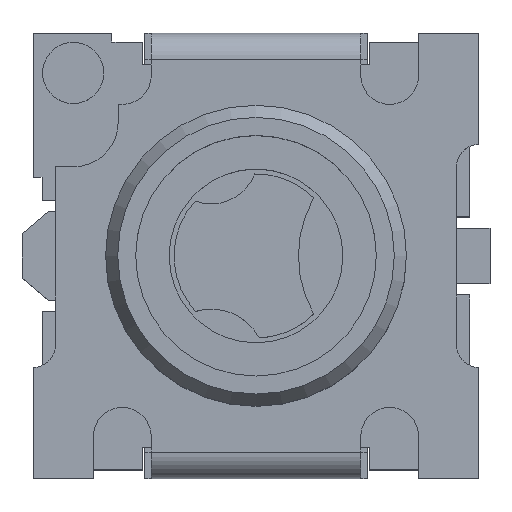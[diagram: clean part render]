
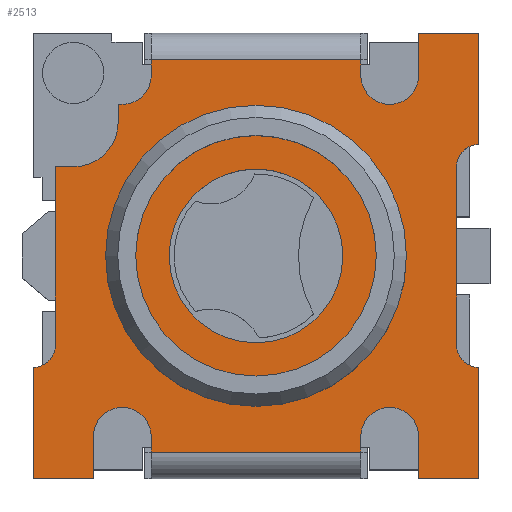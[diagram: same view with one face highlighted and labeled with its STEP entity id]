
A CAD part, top view. The second image highlights one B-rep face of the part: STEP entity #2513.
In plain terms, the highlighted face is planar.
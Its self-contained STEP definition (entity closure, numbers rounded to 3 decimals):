
#265=LINE('',#3906,#556);
#275=LINE('',#3929,#566);
#280=LINE('',#3939,#571);
#281=LINE('',#3943,#572);
#286=LINE('',#3957,#577);
#289=LINE('',#3963,#580);
#293=LINE('',#3975,#584);
#296=LINE('',#3981,#587);
#299=LINE('',#3987,#590);
#305=LINE('',#4002,#596);
#307=LINE('',#4011,#598);
#310=LINE('',#4017,#601);
#313=LINE('',#4023,#604);
#317=LINE('',#4035,#608);
#321=LINE('',#4047,#612);
#324=LINE('',#4053,#615);
#327=LINE('',#4059,#618);
#331=LINE('',#4065,#622);
#333=LINE('',#4070,#624);
#556=VECTOR('',#3170,0.94);
#566=VECTOR('',#3194,0.94);
#571=VECTOR('',#3205,0.07);
#572=VECTOR('',#3208,0.081);
#577=VECTOR('',#3221,0.082);
#580=VECTOR('',#3226,0.8);
#584=VECTOR('',#3238,0.5);
#587=VECTOR('',#3243,0.27);
#590=VECTOR('',#3248,0.19);
#596=VECTOR('',#3262,0.07);
#598=VECTOR('',#3272,0.19);
#601=VECTOR('',#3277,0.27);
#604=VECTOR('',#3282,0.5);
#608=VECTOR('',#3294,0.8);
#612=VECTOR('',#3306,0.5);
#615=VECTOR('',#3311,0.27);
#618=VECTOR('',#3316,0.19);
#622=VECTOR('',#3322,0.07);
#624=VECTOR('',#3326,0.07);
#751=PLANE('',#2700);
#766=FACE_BOUND('',#1056,.T.);
#901=FACE_OUTER_BOUND('',#1055,.T.);
#1055=EDGE_LOOP('',(#2263,#2264,#2265,#2266,#2267,#2268,#2269,#2270,#2271,
#2272,#2273,#2274,#2275,#2276,#2277,#2278,#2279,#2280,#2281,#2282,#2283,
#2284,#2285,#2286,#2287,#2288,#2289));
#1056=EDGE_LOOP('',(#2290));
#1088=CIRCLE('',#2656,0.2);
#1090=CIRCLE('',#2661,0.1);
#1092=CIRCLE('',#2667,0.13);
#1094=CIRCLE('',#2671,0.13);
#1096=CIRCLE('',#2677,0.1);
#1098=CIRCLE('',#2681,0.1);
#1101=CIRCLE('',#2696,0.13);
#1103=CIRCLE('',#2699,0.13);
#1104=CIRCLE('',#2701,0.39);
#1269=VERTEX_POINT('',#3901);
#1270=VERTEX_POINT('',#3905);
#1275=VERTEX_POINT('',#3924);
#1276=VERTEX_POINT('',#3928);
#1278=VERTEX_POINT('',#3937);
#1279=VERTEX_POINT('',#3941);
#1280=VERTEX_POINT('',#3942);
#1283=VERTEX_POINT('',#3950);
#1285=VERTEX_POINT('',#3956);
#1287=VERTEX_POINT('',#3962);
#1289=VERTEX_POINT('',#3968);
#1291=VERTEX_POINT('',#3974);
#1293=VERTEX_POINT('',#3980);
#1295=VERTEX_POINT('',#3986);
#1297=VERTEX_POINT('',#3992);
#1300=VERTEX_POINT('',#4000);
#1301=VERTEX_POINT('',#4004);
#1303=VERTEX_POINT('',#4010);
#1305=VERTEX_POINT('',#4016);
#1307=VERTEX_POINT('',#4022);
#1309=VERTEX_POINT('',#4028);
#1311=VERTEX_POINT('',#4034);
#1313=VERTEX_POINT('',#4040);
#1315=VERTEX_POINT('',#4046);
#1317=VERTEX_POINT('',#4052);
#1319=VERTEX_POINT('',#4058);
#1322=VERTEX_POINT('',#4069);
#1323=VERTEX_POINT('',#4091);
#1562=EDGE_CURVE('',#1269,#1270,#265,.T.);
#1574=EDGE_CURVE('',#1275,#1276,#275,.T.);
#1580=EDGE_CURVE('',#1269,#1278,#280,.T.);
#1581=EDGE_CURVE('',#1279,#1280,#281,.T.);
#1585=EDGE_CURVE('',#1280,#1283,#1088,.T.);
#1588=EDGE_CURVE('',#1283,#1285,#286,.T.);
#1591=EDGE_CURVE('',#1285,#1287,#289,.T.);
#1594=EDGE_CURVE('',#1287,#1289,#1090,.T.);
#1597=EDGE_CURVE('',#1289,#1291,#293,.T.);
#1600=EDGE_CURVE('',#1291,#1293,#296,.T.);
#1603=EDGE_CURVE('',#1293,#1295,#299,.T.);
#1606=EDGE_CURVE('',#1295,#1297,#1092,.T.);
#1611=EDGE_CURVE('',#1275,#1300,#305,.T.);
#1612=EDGE_CURVE('',#1300,#1301,#1094,.T.);
#1615=EDGE_CURVE('',#1301,#1303,#307,.T.);
#1618=EDGE_CURVE('',#1303,#1305,#310,.T.);
#1621=EDGE_CURVE('',#1305,#1307,#313,.T.);
#1624=EDGE_CURVE('',#1307,#1309,#1096,.T.);
#1627=EDGE_CURVE('',#1309,#1311,#317,.T.);
#1630=EDGE_CURVE('',#1311,#1313,#1098,.T.);
#1633=EDGE_CURVE('',#1313,#1315,#321,.T.);
#1636=EDGE_CURVE('',#1315,#1317,#324,.T.);
#1639=EDGE_CURVE('',#1317,#1319,#327,.T.);
#1643=EDGE_CURVE('',#1297,#1276,#331,.T.);
#1645=EDGE_CURVE('',#1322,#1270,#333,.T.);
#1654=EDGE_CURVE('',#1319,#1322,#1101,.T.);
#1656=EDGE_CURVE('',#1278,#1279,#1103,.T.);
#1657=EDGE_CURVE('',#1323,#1323,#1104,.T.);
#2263=ORIENTED_EDGE('',*,*,#1645,.T.);
#2264=ORIENTED_EDGE('',*,*,#1562,.F.);
#2265=ORIENTED_EDGE('',*,*,#1580,.T.);
#2266=ORIENTED_EDGE('',*,*,#1656,.T.);
#2267=ORIENTED_EDGE('',*,*,#1581,.T.);
#2268=ORIENTED_EDGE('',*,*,#1585,.T.);
#2269=ORIENTED_EDGE('',*,*,#1588,.T.);
#2270=ORIENTED_EDGE('',*,*,#1591,.T.);
#2271=ORIENTED_EDGE('',*,*,#1594,.T.);
#2272=ORIENTED_EDGE('',*,*,#1597,.T.);
#2273=ORIENTED_EDGE('',*,*,#1600,.T.);
#2274=ORIENTED_EDGE('',*,*,#1603,.T.);
#2275=ORIENTED_EDGE('',*,*,#1606,.T.);
#2276=ORIENTED_EDGE('',*,*,#1643,.T.);
#2277=ORIENTED_EDGE('',*,*,#1574,.F.);
#2278=ORIENTED_EDGE('',*,*,#1611,.T.);
#2279=ORIENTED_EDGE('',*,*,#1612,.T.);
#2280=ORIENTED_EDGE('',*,*,#1615,.T.);
#2281=ORIENTED_EDGE('',*,*,#1618,.T.);
#2282=ORIENTED_EDGE('',*,*,#1621,.T.);
#2283=ORIENTED_EDGE('',*,*,#1624,.T.);
#2284=ORIENTED_EDGE('',*,*,#1627,.T.);
#2285=ORIENTED_EDGE('',*,*,#1630,.T.);
#2286=ORIENTED_EDGE('',*,*,#1633,.T.);
#2287=ORIENTED_EDGE('',*,*,#1636,.T.);
#2288=ORIENTED_EDGE('',*,*,#1639,.T.);
#2289=ORIENTED_EDGE('',*,*,#1654,.T.);
#2290=ORIENTED_EDGE('',*,*,#1657,.T.);
#2513=ADVANCED_FACE('',(#901,#766),#751,.T.);
#2656=AXIS2_PLACEMENT_3D('',#3951,#3214,#3215);
#2661=AXIS2_PLACEMENT_3D('',#3969,#3231,#3232);
#2667=AXIS2_PLACEMENT_3D('',#3993,#3253,#3254);
#2671=AXIS2_PLACEMENT_3D('',#4005,#3265,#3266);
#2677=AXIS2_PLACEMENT_3D('',#4029,#3287,#3288);
#2681=AXIS2_PLACEMENT_3D('',#4041,#3299,#3300);
#2696=AXIS2_PLACEMENT_3D('',#4086,#3350,#3351);
#2699=AXIS2_PLACEMENT_3D('',#4089,#3356,#3357);
#2700=AXIS2_PLACEMENT_3D('',#4090,#3358,#3359);
#2701=AXIS2_PLACEMENT_3D('',#4092,#3360,#3361);
#3170=DIRECTION('',(1.,0.,0.));
#3194=DIRECTION('',(-1.,0.,0.));
#3205=DIRECTION('',(0.,0.,1.));
#3208=DIRECTION('',(0.,0.,1.));
#3214=DIRECTION('center_axis',(0.,-1.,0.));
#3215=DIRECTION('ref_axis',(0.,0.,1.));
#3221=DIRECTION('',(-1.,0.,0.));
#3226=DIRECTION('',(0.,0.,1.));
#3231=DIRECTION('center_axis',(0.,-1.,0.));
#3232=DIRECTION('ref_axis',(0.,0.,1.));
#3238=DIRECTION('',(0.,0.,1.));
#3243=DIRECTION('',(1.,0.,0.));
#3248=DIRECTION('',(0.,0.,-1.));
#3253=DIRECTION('center_axis',(0.,-1.,0.));
#3254=DIRECTION('ref_axis',(0.,0.,1.));
#3262=DIRECTION('',(0.,0.,-1.));
#3265=DIRECTION('center_axis',(0.,-1.,0.));
#3266=DIRECTION('ref_axis',(0.,0.,-1.));
#3272=DIRECTION('',(0.,0.,1.));
#3277=DIRECTION('',(1.,0.,0.));
#3282=DIRECTION('',(0.,0.,-1.));
#3287=DIRECTION('center_axis',(0.,-1.,0.));
#3288=DIRECTION('ref_axis',(0.,0.,-1.));
#3294=DIRECTION('',(0.,0.,-1.));
#3299=DIRECTION('center_axis',(0.,-1.,0.));
#3300=DIRECTION('ref_axis',(0.,0.,1.));
#3306=DIRECTION('',(0.,0.,-1.));
#3311=DIRECTION('',(-1.,0.,0.));
#3316=DIRECTION('',(0.,0.,1.));
#3322=DIRECTION('',(0.,0.,1.));
#3326=DIRECTION('',(0.,0.,-1.));
#3350=DIRECTION('center_axis',(0.,-1.,0.));
#3351=DIRECTION('ref_axis',(0.,0.,1.));
#3356=DIRECTION('center_axis',(0.,-1.,0.));
#3357=DIRECTION('ref_axis',(0.,0.,-1.));
#3358=DIRECTION('center_axis',(0.,1.,0.));
#3359=DIRECTION('ref_axis',(0.,0.,1.));
#3360=DIRECTION('center_axis',(0.,-1.,0.));
#3361=DIRECTION('ref_axis',(-1.,0.,0.));
#3901=CARTESIAN_POINT('',(-0.47,0.45,-0.88));
#3905=CARTESIAN_POINT('',(0.47,0.45,-0.88));
#3906=CARTESIAN_POINT('',(0.,0.45,-0.88));
#3924=CARTESIAN_POINT('',(0.47,0.45,0.88));
#3928=CARTESIAN_POINT('',(-0.47,0.45,0.88));
#3929=CARTESIAN_POINT('',(0.,0.45,0.88));
#3937=CARTESIAN_POINT('',(-0.47,0.45,-0.81));
#3939=CARTESIAN_POINT('',(-0.47,0.45,-1.));
#3941=CARTESIAN_POINT('',(-0.618,0.45,-0.681));
#3942=CARTESIAN_POINT('',(-0.618,0.45,-0.6));
#3943=CARTESIAN_POINT('',(-0.618,0.45,-0.6));
#3950=CARTESIAN_POINT('',(-0.818,0.45,-0.4));
#3951=CARTESIAN_POINT('Origin',(-0.818,0.45,-0.6));
#3956=CARTESIAN_POINT('',(-0.9,0.45,-0.4));
#3957=CARTESIAN_POINT('',(-0.9,0.45,-0.4));
#3962=CARTESIAN_POINT('',(-0.9,0.45,0.4));
#3963=CARTESIAN_POINT('',(-0.9,0.45,-0.4));
#3968=CARTESIAN_POINT('',(-1.,0.45,0.5));
#3969=CARTESIAN_POINT('Origin',(-1.,0.45,0.4));
#3974=CARTESIAN_POINT('',(-1.,0.45,1.));
#3975=CARTESIAN_POINT('',(-1.,0.45,1.));
#3980=CARTESIAN_POINT('',(-0.73,0.45,1.));
#3981=CARTESIAN_POINT('',(-0.73,0.45,1.));
#3986=CARTESIAN_POINT('',(-0.73,0.45,0.81));
#3987=CARTESIAN_POINT('',(-0.73,0.45,0.81));
#3992=CARTESIAN_POINT('',(-0.47,0.45,0.81));
#3993=CARTESIAN_POINT('Origin',(-0.6,0.45,0.81));
#4000=CARTESIAN_POINT('',(0.47,0.45,0.81));
#4002=CARTESIAN_POINT('',(0.47,0.45,1.));
#4004=CARTESIAN_POINT('',(0.73,0.45,0.81));
#4005=CARTESIAN_POINT('Origin',(0.6,0.45,0.81));
#4010=CARTESIAN_POINT('',(0.73,0.45,1.));
#4011=CARTESIAN_POINT('',(0.73,0.45,0.81));
#4016=CARTESIAN_POINT('',(1.,0.45,1.));
#4017=CARTESIAN_POINT('',(0.73,0.45,1.));
#4022=CARTESIAN_POINT('',(1.,0.45,0.5));
#4023=CARTESIAN_POINT('',(1.,0.45,1.));
#4028=CARTESIAN_POINT('',(0.9,0.45,0.4));
#4029=CARTESIAN_POINT('Origin',(1.,0.45,0.4));
#4034=CARTESIAN_POINT('',(0.9,0.45,-0.4));
#4035=CARTESIAN_POINT('',(0.9,0.45,-0.4));
#4040=CARTESIAN_POINT('',(1.,0.45,-0.5));
#4041=CARTESIAN_POINT('Origin',(1.,0.45,-0.4));
#4046=CARTESIAN_POINT('',(1.,0.45,-1.));
#4047=CARTESIAN_POINT('',(1.,0.45,-1.));
#4052=CARTESIAN_POINT('',(0.73,0.45,-1.));
#4053=CARTESIAN_POINT('',(0.73,0.45,-1.));
#4058=CARTESIAN_POINT('',(0.73,0.45,-0.81));
#4059=CARTESIAN_POINT('',(0.73,0.45,-0.81));
#4065=CARTESIAN_POINT('',(-0.47,0.45,1.));
#4069=CARTESIAN_POINT('',(0.47,0.45,-0.81));
#4070=CARTESIAN_POINT('',(0.47,0.45,-1.));
#4086=CARTESIAN_POINT('Origin',(0.6,0.45,-0.81));
#4089=CARTESIAN_POINT('Origin',(-0.6,0.45,-0.81));
#4090=CARTESIAN_POINT('Origin',(0.6,0.45,-0.81));
#4091=CARTESIAN_POINT('',(0.39,0.45,0.));
#4092=CARTESIAN_POINT('Origin',(0.,0.45,0.));
